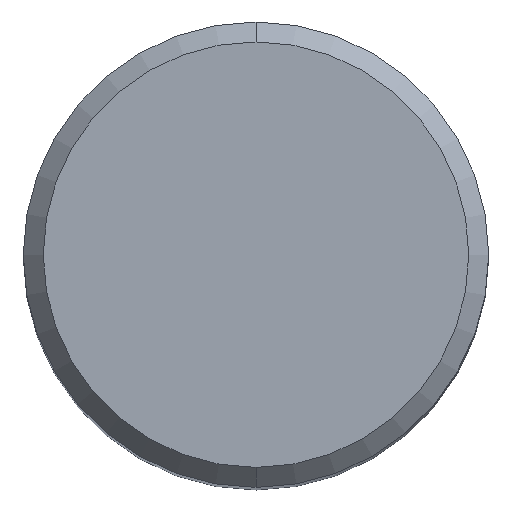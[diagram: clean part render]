
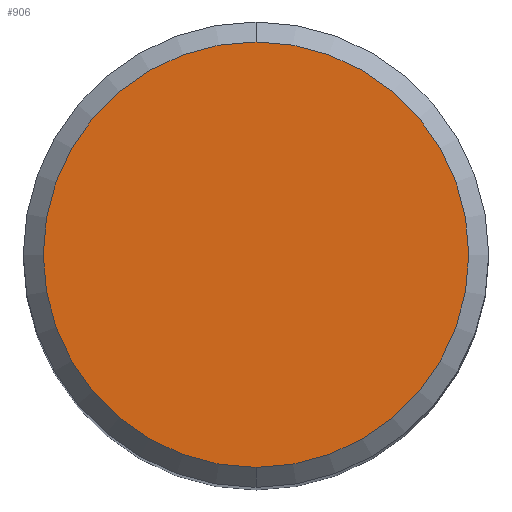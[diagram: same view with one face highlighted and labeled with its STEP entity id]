
A CAD part, top view. The second image highlights one B-rep face of the part: STEP entity #906.
In plain terms, the highlighted planar face has unit normal (0, 0, 1).
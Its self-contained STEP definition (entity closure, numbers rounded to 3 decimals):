
#372=VERTEX_POINT('',#985);
#594=EDGE_CURVE('',#724,#372,#1224,.T.);
#724=VERTEX_POINT('',#1361);
#764=EDGE_CURVE('',#372,#724,#1405,.T.);
#906=ADVANCED_FACE('',(#1566),#1567,.T.);
#985=CARTESIAN_POINT('',(0.,-6.4,0.0));
#1224=CIRCLE('',#5235,6.4);
#1361=CARTESIAN_POINT('',(0.0,6.4,0.0));
#1405=CIRCLE('',#6835,6.4);
#1566=FACE_OUTER_BOUND('',#7321,.T.);
#1567=PLANE('',#7322);
#5235=AXIS2_PLACEMENT_3D('',#7684,#7685,#7686);
#6835=AXIS2_PLACEMENT_3D('',#7824,#7825,#7826);
#7321=EDGE_LOOP('',(#8021,#8022));
#7322=AXIS2_PLACEMENT_3D('',#8023,#8024,#8025);
#7684=CARTESIAN_POINT('',(0.0,0.0,0.0));
#7685=DIRECTION('',(0.0,0.0,-1.0));
#7686=DIRECTION('',(0.0,1.0,0.0));
#7824=CARTESIAN_POINT('',(0.0,0.0,0.0));
#7825=DIRECTION('',(0.0,0.0,-1.0));
#7826=DIRECTION('',(0.0,1.0,0.0));
#8021=ORIENTED_EDGE('',*,*,#594,.F.);
#8022=ORIENTED_EDGE('',*,*,#764,.F.);
#8023=CARTESIAN_POINT('',(0.0,3.2,0.0));
#8024=DIRECTION('',(-0.0,0.0,1.0));
#8025=DIRECTION('',(0.0,-1.0,0.0));
